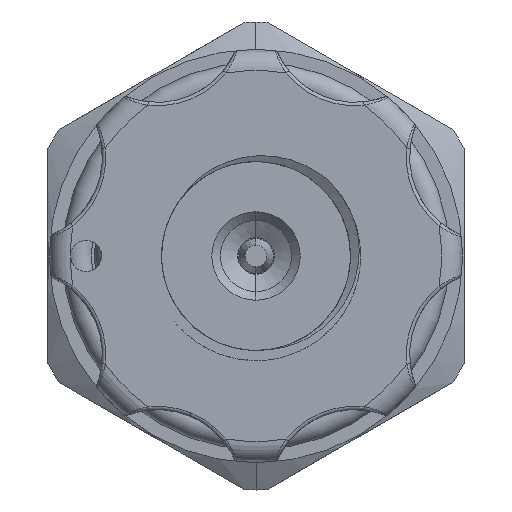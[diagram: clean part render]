
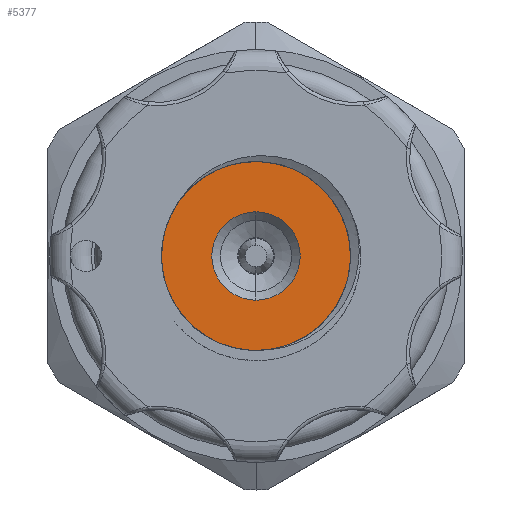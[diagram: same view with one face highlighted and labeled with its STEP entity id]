
A CAD part, left-side view. The second image highlights one B-rep face of the part: STEP entity #5377.
In plain terms, the highlighted planar face has unit normal (-1, 0, 0).
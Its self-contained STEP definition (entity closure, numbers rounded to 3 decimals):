
#67 = CIRCLE ( 'NONE', #5971, 2.55 ) ;
#87 = FACE_OUTER_BOUND ( 'NONE', #3717, .T. ) ;
#261 = CARTESIAN_POINT ( 'NONE',  ( -98.777, -0.544, 5.622 ) ) ;
#329 = CARTESIAN_POINT ( 'NONE',  ( -98.777, -4.574, 3.757 ) ) ;
#399 = CARTESIAN_POINT ( 'NONE',  ( -98.777, 0.098, -5.575 ) ) ;
#469 = CARTESIAN_POINT ( 'NONE',  ( -98.777, -6.05, -0.184 ) ) ;
#702 = DIRECTION ( 'NONE',  ( 0., 0., -1. ) ) ;
#1134 = CARTESIAN_POINT ( 'NONE',  ( -98.777, 0., 0. ) ) ;
#1177 = DIRECTION ( 'NONE',  ( 0., 0., -1. ) ) ;
#1702 = CARTESIAN_POINT ( 'NONE',  ( -98.777, -1.96, 5.39 ) ) ;
#1843 = CARTESIAN_POINT ( 'NONE',  ( -98.777, -5.616, 2.158 ) ) ;
#1901 = CARTESIAN_POINT ( 'NONE',  ( -98.777, -4.626, -3.666 ) ) ;
#1969 = CARTESIAN_POINT ( 'NONE',  ( -98.777, -5.703, 1.935 ) ) ;
#2156 = DIRECTION ( 'NONE',  ( 0., 0., 1. ) ) ;
#3075 = EDGE_CURVE ( 'NONE', #17972, #10168, #19048, .T. ) ;
#3142 = CARTESIAN_POINT ( 'NONE',  ( -98.777, 1.95, -5.089 ) ) ;
#3198 = CARTESIAN_POINT ( 'NONE',  ( -98.777, -5.864, -1.371 ) ) ;
#3329 = CARTESIAN_POINT ( 'NONE',  ( -98.777, -0.067, 5.618 ) ) ;
#3469 = CARTESIAN_POINT ( 'NONE',  ( -98.777, -5.8, -1.601 ) ) ;
#3717 = EDGE_LOOP ( 'NONE', ( #9576, #13714, #11094 ) ) ;
#3951 = PLANE ( 'NONE',  #17756 ) ;
#4152 = EDGE_CURVE ( 'NONE', #14099, #17818, #8062, .T. ) ;
#4212 = CARTESIAN_POINT ( 'NONE',  ( -98.777, 0., 0. ) ) ;
#4476 = CARTESIAN_POINT ( 'NONE',  ( -98.777, 0.336, -5.55 ) ) ;
#4670 = CARTESIAN_POINT ( 'NONE',  ( -98.777, -2.632, 5.141 ) ) ;
#4863 = CARTESIAN_POINT ( 'NONE',  ( -98.777, -5.196, -2.897 ) ) ;
#4931 = CARTESIAN_POINT ( 'NONE',  ( -98.777, -5.903, 1.248 ) ) ;
#5377 = ADVANCED_FACE ( 'NONE', ( #18784, #87 ), #3951, .F. ) ;
#5400 = DIRECTION ( 'NONE',  ( 0., 0., 1. ) ) ;
#5971 = AXIS2_PLACEMENT_3D ( 'NONE', #1134, #15949, #5400 ) ;
#6083 = CARTESIAN_POINT ( 'NONE',  ( -98.777, 0., 2.55 ) ) ;
#6183 = CARTESIAN_POINT ( 'NONE',  ( -98.777, -6.013, -0.662 ) ) ;
#6247 = EDGE_CURVE ( 'NONE', #17818, #14099, #67, .T. ) ;
#6251 = CARTESIAN_POINT ( 'NONE',  ( -98.777, -5.321, -2.689 ) ) ;
#6318 = CARTESIAN_POINT ( 'NONE',  ( -98.777, -3.733, -4.466 ) ) ;
#6382 = CARTESIAN_POINT ( 'NONE',  ( -98.777, -5.846, 1.48 ) ) ;
#7657 = CARTESIAN_POINT ( 'NONE',  ( -98.777, -3.138, -4.868 ) ) ;
#7727 = CARTESIAN_POINT ( 'NONE',  ( -98.777, -5.544, -2.266 ) ) ;
#7788 = CARTESIAN_POINT ( 'NONE',  ( -98.777, -6.015, 0.534 ) ) ;
#7867 = CARTESIAN_POINT ( 'NONE',  ( -98.777, -4.884, 3.393 ) ) ;
#8014 = AXIS2_PLACEMENT_3D ( 'NONE', #18402, #12509, #2156 ) ;
#8062 = CIRCLE ( 'NONE', #8014, 2.55 ) ;
#8082 = CARTESIAN_POINT ( 'NONE',  ( -98.777, 0., 0. ) ) ;
#8969 = CARTESIAN_POINT ( 'NONE',  ( -98.777, 1.51, -5.289 ) ) ;
#9161 = CARTESIAN_POINT ( 'NONE',  ( -98.777, -0.785, 5.608 ) ) ;
#9440 = CARTESIAN_POINT ( 'NONE',  ( -98.777, -4.287, -4.002 ) ) ;
#9576 = ORIENTED_EDGE ( 'NONE', *, *, #3075, .F. ) ;
#9836 = EDGE_LOOP ( 'NONE', ( #17667, #12995 ) ) ;
#10143 = DIRECTION ( 'NONE',  ( 1., 0., 0. ) ) ;
#10168 = VERTEX_POINT ( 'NONE', #13804 ) ;
#10176 = CARTESIAN_POINT ( 'NONE',  ( -98.777, 2.833, 0. ) ) ;
#10689 = CARTESIAN_POINT ( 'NONE',  ( -98.777, -3.925, -4.318 ) ) ;
#10759 = CARTESIAN_POINT ( 'NONE',  ( -98.777, 2.021, 5.116 ) ) ;
#10819 = CARTESIAN_POINT ( 'NONE',  ( -98.777, -2.713, -5.086 ) ) ;
#10919 = DIRECTION ( 'NONE',  ( 1., 0., 0. ) ) ;
#10963 = CARTESIAN_POINT ( 'NONE',  ( -98.777, -1.499, 5.507 ) ) ;
#11094 = ORIENTED_EDGE ( 'NONE', *, *, #12334, .F. ) ;
#11800 = CIRCLE ( 'NONE', #17514, 5.45 ) ;
#12179 = CARTESIAN_POINT ( 'NONE',  ( -98.777, -4.922, -3.291 ) ) ;
#12313 = CARTESIAN_POINT ( 'NONE',  ( -98.777, -1.264, 5.551 ) ) ;
#12334 = EDGE_CURVE ( 'NONE', #10168, #13555, #11800, .T. ) ;
#12385 = CARTESIAN_POINT ( 'NONE',  ( -98.777, -5.412, 2.594 ) ) ;
#12446 = CARTESIAN_POINT ( 'NONE',  ( -98.777, -3.485, 4.696 ) ) ;
#12509 = DIRECTION ( 'NONE',  ( 1., 0., 0. ) ) ;
#12632 = EDGE_CURVE ( 'NONE', #17972, #13555, #17044, .T. ) ;
#12925 = CARTESIAN_POINT ( 'NONE',  ( -98.777, 0., -2.55 ) ) ;
#12995 = ORIENTED_EDGE ( 'NONE', *, *, #6247, .T. ) ;
#13153 = DIRECTION ( 'NONE',  ( 1., 0., 0. ) ) ;
#13340 = CARTESIAN_POINT ( 'NONE',  ( -98.777, 1.95, -5.089 ) ) ;
#13555 = VERTEX_POINT ( 'NONE', #16254 ) ;
#13655 = CARTESIAN_POINT ( 'NONE',  ( -98.777, -3.873, 4.419 ) ) ;
#13714 = ORIENTED_EDGE ( 'NONE', *, *, #12632, .T. ) ;
#13732 = CARTESIAN_POINT ( 'NONE',  ( -98.777, -4.406, 3.931 ) ) ;
#13793 = CARTESIAN_POINT ( 'NONE',  ( -98.777, 0.88, 5.488 ) ) ;
#13804 = CARTESIAN_POINT ( 'NONE',  ( -98.777, 2.086, -5.035 ) ) ;
#13857 = CARTESIAN_POINT ( 'NONE',  ( -98.777, -5.028, 3.203 ) ) ;
#13926 = CARTESIAN_POINT ( 'NONE',  ( -98.777, -2.187, 5.316 ) ) ;
#14099 = VERTEX_POINT ( 'NONE', #6083 ) ;
#14406 = DIRECTION ( 'NONE',  ( 0., 0., -1. ) ) ;
#15169 = CARTESIAN_POINT ( 'NONE',  ( -98.777, -2.852, 5.039 ) ) ;
#15228 = CARTESIAN_POINT ( 'NONE',  ( -98.777, -1.339, -5.52 ) ) ;
#15296 = CARTESIAN_POINT ( 'NONE',  ( -98.777, -5.291, 2.804 ) ) ;
#15360 = CARTESIAN_POINT ( 'NONE',  ( -98.777, -5.64, -2.049 ) ) ;
#15424 = CARTESIAN_POINT ( 'NONE',  ( -98.777, 0.644, 5.536 ) ) ;
#15949 = DIRECTION ( 'NONE',  ( 1., 0., 0. ) ) ;
#16254 = CARTESIAN_POINT ( 'NONE',  ( -98.777, 2.44, 4.873 ) ) ;
#16594 = CARTESIAN_POINT ( 'NONE',  ( -98.777, 1.044, -5.431 ) ) ;
#16656 = CARTESIAN_POINT ( 'NONE',  ( -98.777, -5.988, 0.776 ) ) ;
#16793 = CARTESIAN_POINT ( 'NONE',  ( -98.777, 2.44, 4.873 ) ) ;
#17044 = B_SPLINE_CURVE_WITH_KNOTS ( 'NONE', 3,
 ( #13340, #8969, #16594, #4476, #399, #18073, #18269, #15228, #18335, #10819, #7657, #6318, #10689, #9440, #1901, #12179, #4863, #6251, #7727, #15360, #3469, #3198, #6183, #469, #7788, #16656, #4931, #6382, #1969, #1843, #12385, #15296, #13857, #7867, #329, #13732, #13655, #12446, #15169, #4670, #13926, #1702, #10963, #12313, #9161, #261, #3329, #18207, #15424, #13793, #18141, #10759, #16793 ),
 .UNSPECIFIED., .F., .F.,
 ( 4, 2, 2, 2, 2, 2, 2, 1, 2, 2, 2, 2, 2, 2, 2, 2, 2, 2, 2, 2, 2, 2, 2, 2, 2, 2, 4 ),
 ( 0., 0.001, 0.002, 0.003, 0.004, 0.006, 0.007, 0.007, 0.008, 0.009, 0.009, 0.01, 0.012, 0.012, 0.013, 0.014, 0.014, 0.015, 0.016, 0.017, 0.018, 0.019, 0.02, 0.02, 0.021, 0.022, 0.023 ),
 .UNSPECIFIED. ) ;
#17514 = AXIS2_PLACEMENT_3D ( 'NONE', #8082, #10919, #702 ) ;
#17667 = ORIENTED_EDGE ( 'NONE', *, *, #4152, .T. ) ;
#17756 = AXIS2_PLACEMENT_3D ( 'NONE', #10176, #13153, #14406 ) ;
#17818 = VERTEX_POINT ( 'NONE', #12925 ) ;
#17972 = VERTEX_POINT ( 'NONE', #3142 ) ;
#18073 = CARTESIAN_POINT ( 'NONE',  ( -98.777, -0.382, -5.593 ) ) ;
#18090 = AXIS2_PLACEMENT_3D ( 'NONE', #4212, #10143, #1177 ) ;
#18141 = CARTESIAN_POINT ( 'NONE',  ( -98.777, 1.578, 5.299 ) ) ;
#18207 = CARTESIAN_POINT ( 'NONE',  ( -98.777, 0.171, 5.601 ) ) ;
#18269 = CARTESIAN_POINT ( 'NONE',  ( -98.777, -0.625, -5.586 ) ) ;
#18335 = CARTESIAN_POINT ( 'NONE',  ( -98.777, -1.805, -5.416 ) ) ;
#18402 = CARTESIAN_POINT ( 'NONE',  ( -98.777, 0., 0. ) ) ;
#18784 = FACE_BOUND ( 'NONE', #9836, .T. ) ;
#19048 = CIRCLE ( 'NONE', #18090, 5.45 ) ;
